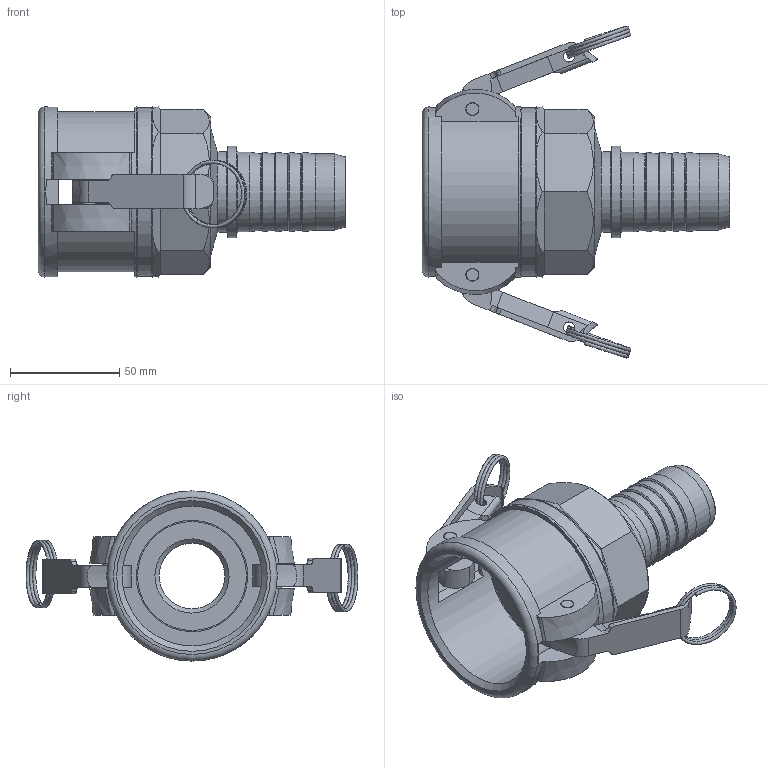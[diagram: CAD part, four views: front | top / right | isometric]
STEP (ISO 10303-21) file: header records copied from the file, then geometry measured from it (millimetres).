
FILE_DESCRIPTION(/* description */ (''),/* implementation_level */ '2;1');
FILE_NAME(/* name */ 'mstp_50_35_r_n.stp',/* time_stamp */ '2020-04-29T12:21:46+02:00',/* author */ ('ertl'),/* organization */ (''),/* preprocessor_version */ 'ST-DEVELOPER v17',/* originating_system */ 'Autodesk Inventor 2018',/* authorisation */ '0 mm^3');
FILE_SCHEMA (('AUTOMOTIVE_DESIGN { 1 0 10303 214 3 1 1 }'));
Length unit declared in the file: millimetre
Products named in the file (1): mstp_50_35_r_n
Bounding box: 141 x 152.18 x 78 mm (x, y, z)
Volume: 209223 mm3; surface area: 68352.8 mm2
Topology: 3 solids, 3 shells, 240 faces, 699 edges, 471 vertices
Faces by surface type: plane 113, cylinder 72, cone 28, bspline 16, torus 11
Full cylindrical faces by diameter (mm): 5 x2, 6 x6, 6.5 x2, 30 x1, 35 x1, 36.5 x1, 37 x1, 42 x1, 50 x1, 51 x1, 59.614 x2, 60.5 x1, 64 x1, 77.5 x1, 78 x2
Entity records: 11015 total; most frequent: CARTESIAN_POINT 4294, ORIENTED_EDGE 1398, DIRECTION 1335, EDGE_CURVE 699, AXIS2_PLACEMENT_3D 525, VERTEX_POINT 471, LINE 285, VECTOR 285
